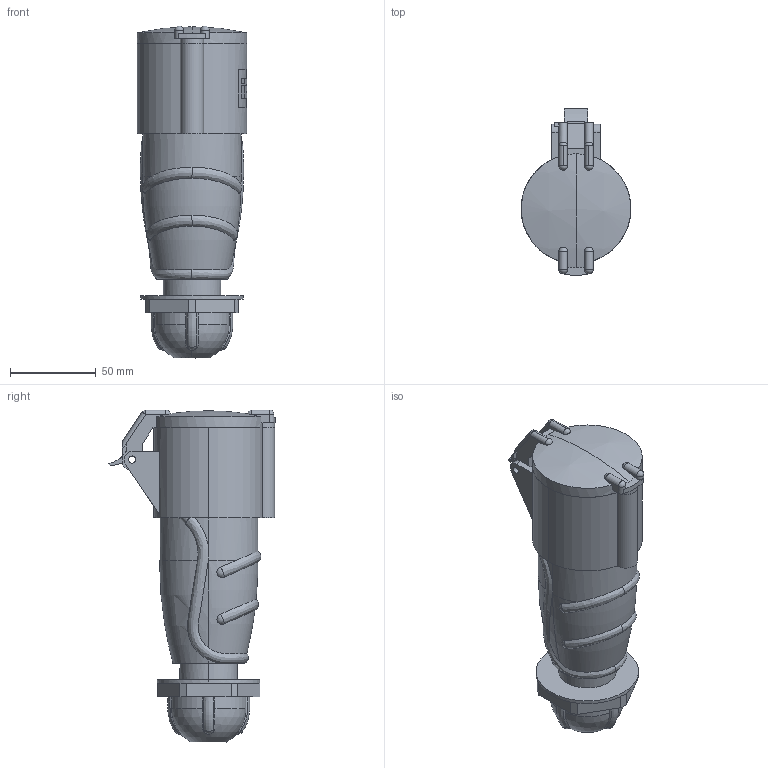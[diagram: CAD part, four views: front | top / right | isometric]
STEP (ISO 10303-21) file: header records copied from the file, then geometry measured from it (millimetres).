
FILE_DESCRIPTION (( 'STEP AP214' ), '1' );
FILE_NAME ('PSN21-032-3 MAGNUM Ðîçåòêà ïåðåíîñ. ÑÑÈ-223 32À-6÷ 220Â 2P+PE IP44 IEK.STEP', '2025-09-02T08:55:48', ( '' ), ( '' ), 'SwSTEP 2.0', 'SolidWorks 2022', '' );
FILE_SCHEMA (( 'AUTOMOTIVE_DESIGN' ));
Length unit declared in the file: millimetre
Products named in the file (1): PSN21-032-3 MAGNUM Розетка перенос. ССИ-223 32А-6ч 220В 2P+PE IP44 IEK
Bounding box: 64.1 x 97.29 x 193.95 mm (x, y, z)
Volume: 248692.4 mm3; surface area: 97030.3 mm2
Topology: 8 solids, 10 shells, 537 faces, 1366 edges, 880 vertices
Faces by surface type: plane 271, cylinder 177, cone 31, bspline 26, sphere 22, torus 10
Entity records: 29342 total; most frequent: CARTESIAN_POINT 16346, ORIENTED_EDGE 2692, DIRECTION 2626, EDGE_CURVE 1346, AXIS2_PLACEMENT_3D 953, VERTEX_POINT 878, LINE 720, VECTOR 720
